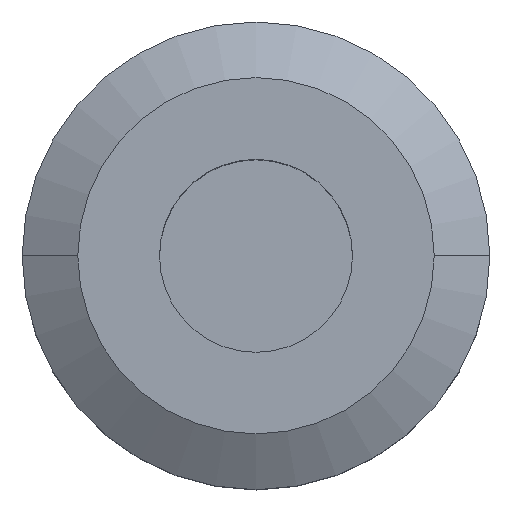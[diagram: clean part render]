
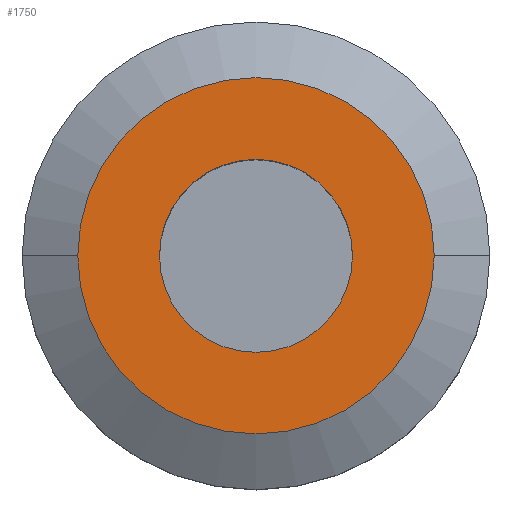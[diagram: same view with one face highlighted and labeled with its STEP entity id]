
A CAD part, top view. The second image highlights one B-rep face of the part: STEP entity #1750.
In plain terms, the highlighted planar face has unit normal (0, 0, 1).
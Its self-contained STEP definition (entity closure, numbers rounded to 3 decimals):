
#20 = CARTESIAN_POINT ( 'NONE',  ( 0., 0., 80. ) ) ;
#50 = AXIS2_PLACEMENT_3D ( 'NONE', #345, #363, #1676 ) ;
#62 = EDGE_CURVE ( 'NONE', #531, #1716, #1447, .T. ) ;
#89 = AXIS2_PLACEMENT_3D ( 'NONE', #20, #624, #188 ) ;
#104 = CARTESIAN_POINT ( 'NONE',  ( 24., 0., 80. ) ) ;
#130 = CARTESIAN_POINT ( 'NONE',  ( 0., 0., 80. ) ) ;
#171 = CIRCLE ( 'NONE', #89, 24. ) ;
#185 = DIRECTION ( 'NONE',  ( -1., 0., 0. ) ) ;
#188 = DIRECTION ( 'NONE',  ( -1., 0., 0. ) ) ;
#215 = EDGE_CURVE ( 'NONE', #1716, #531, #1645, .T. ) ;
#273 = DIRECTION ( 'NONE',  ( -1., 0., 0. ) ) ;
#345 = CARTESIAN_POINT ( 'NONE',  ( 0., 0., 80. ) ) ;
#362 = AXIS2_PLACEMENT_3D ( 'NONE', #130, #1168, #273 ) ;
#363 = DIRECTION ( 'NONE',  ( 0., 0., -1. ) ) ;
#370 = ORIENTED_EDGE ( 'NONE', *, *, #573, .F. ) ;
#462 = AXIS2_PLACEMENT_3D ( 'NONE', #1525, #1683, #1091 ) ;
#531 = VERTEX_POINT ( 'NONE', #1093 ) ;
#573 = EDGE_CURVE ( 'NONE', #1601, #1671, #171, .T. ) ;
#624 = DIRECTION ( 'NONE',  ( 0., 0., -1. ) ) ;
#639 = CARTESIAN_POINT ( 'NONE',  ( -24., 0., 80. ) ) ;
#679 = ORIENTED_EDGE ( 'NONE', *, *, #62, .T. ) ;
#771 = CARTESIAN_POINT ( 'NONE',  ( 13., 0., 80. ) ) ;
#947 = EDGE_LOOP ( 'NONE', ( #679, #1359 ) ) ;
#1091 = DIRECTION ( 'NONE',  ( 1., 0., 0. ) ) ;
#1093 = CARTESIAN_POINT ( 'NONE',  ( -13., 0., 80. ) ) ;
#1095 = AXIS2_PLACEMENT_3D ( 'NONE', #1846, #1727, #185 ) ;
#1113 = EDGE_LOOP ( 'NONE', ( #370, #1766 ) ) ;
#1168 = DIRECTION ( 'NONE',  ( 0., 0., -1. ) ) ;
#1172 = PLANE ( 'NONE',  #462 ) ;
#1188 = EDGE_CURVE ( 'NONE', #1671, #1601, #1569, .T. ) ;
#1359 = ORIENTED_EDGE ( 'NONE', *, *, #215, .T. ) ;
#1447 = CIRCLE ( 'NONE', #1095, 13. ) ;
#1525 = CARTESIAN_POINT ( 'NONE',  ( 0., 24., 80. ) ) ;
#1569 = CIRCLE ( 'NONE', #50, 24. ) ;
#1601 = VERTEX_POINT ( 'NONE', #639 ) ;
#1608 = FACE_BOUND ( 'NONE', #947, .T. ) ;
#1645 = CIRCLE ( 'NONE', #362, 13. ) ;
#1671 = VERTEX_POINT ( 'NONE', #104 ) ;
#1676 = DIRECTION ( 'NONE',  ( -1., 0., 0. ) ) ;
#1683 = DIRECTION ( 'NONE',  ( 0., 0., 1. ) ) ;
#1716 = VERTEX_POINT ( 'NONE', #771 ) ;
#1727 = DIRECTION ( 'NONE',  ( 0., 0., -1. ) ) ;
#1750 = ADVANCED_FACE ( 'NONE', ( #1608, #1895 ), #1172, .T. ) ;
#1766 = ORIENTED_EDGE ( 'NONE', *, *, #1188, .F. ) ;
#1846 = CARTESIAN_POINT ( 'NONE',  ( 0., 0., 80. ) ) ;
#1895 = FACE_OUTER_BOUND ( 'NONE', #1113, .T. ) ;
